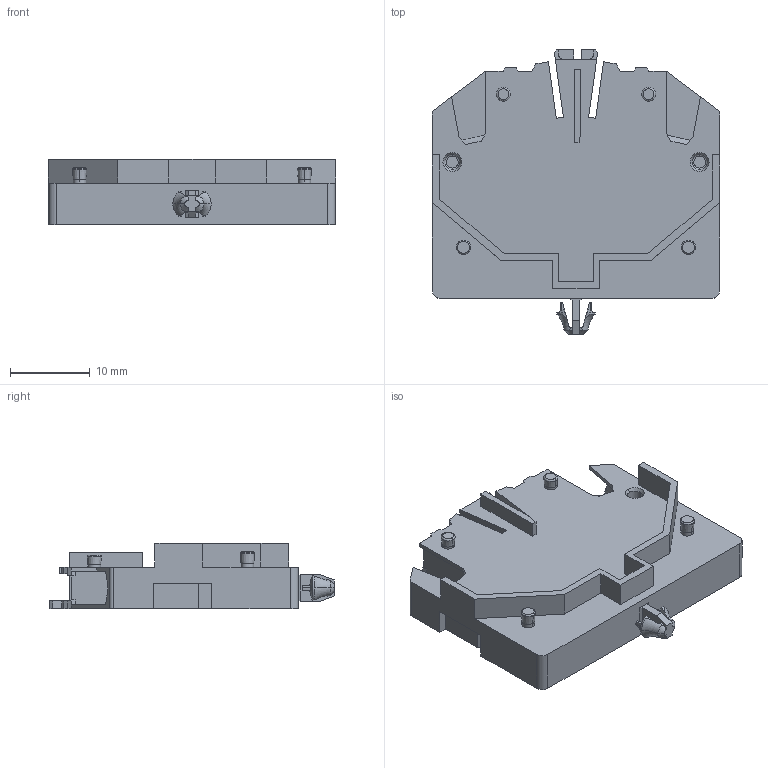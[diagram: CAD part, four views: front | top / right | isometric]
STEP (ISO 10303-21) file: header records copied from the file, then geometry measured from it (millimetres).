
FILE_DESCRIPTION(('CoCreate Modeling STEP Export'),'2;1');
FILE_NAME('HPC.2.stp','2010-05-06T11:01:53',(''),(''),'CoCreate Modeling STEP processor for AP214 (Solid Model)','CoCreate Modeling 16.00A 16-Aug-2008 (C) Parametric Technology GmbH','');
FILE_SCHEMA(('AUTOMOTIVE_DESIGN { 1 0 10303 214 1 1 1 1 }'));
Length unit declared in the file: millimetre
Products named in the file (2): HPC.2
Assembly tree (1 placements, depth 2):
  HPC.2
    HPC.2
Bounding box: 36 x 35.7 x 8.2 mm (x, y, z)
Volume: 4399.5 mm3; surface area: 4098.3 mm2
Topology: 1 solids, 1 shells, 360 faces, 963 edges, 621 vertices
Faces by surface type: plane 222, cylinder 54, cone 48, torus 24, revolution 8, extrusion 2, bspline 2
Entity records: 11122 total; most frequent: CARTESIAN_POINT 2734, ORIENTED_EDGE 1926, DIRECTION 1466, EDGE_CURVE 963, VECTOR 680, LINE 678, VERTEX_POINT 621, AXIS2_PLACEMENT_3D 391
